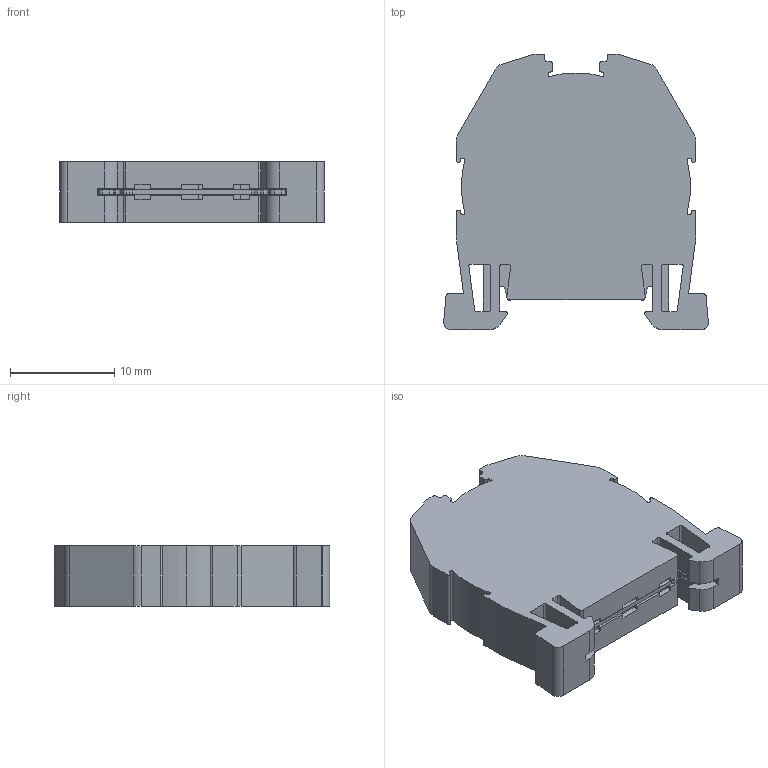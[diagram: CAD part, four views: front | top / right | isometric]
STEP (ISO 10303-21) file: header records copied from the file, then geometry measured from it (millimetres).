
FILE_DESCRIPTION (( 'STEP AP203' ), '1' );
FILE_NAME ('Yeni MP Durdurucu.STEP', '2021-05-06T13:25:16', ( '' ), ( '' ), 'SwSTEP 2.0', 'SolidWorks 2019', '' );
FILE_SCHEMA (( 'CONFIG_CONTROL_DESIGN' ));
Length unit declared in the file: millimetre
Products named in the file (1): Yeni MP Durdurucu
Bounding box: 25.42 x 26.5 x 5.8 mm (x, y, z)
Volume: 2827.5 mm3; surface area: 2018.4 mm2
Topology: 1 solids, 1 shells, 253 faces, 765 edges, 510 vertices
Faces by surface type: plane 135, cylinder 118
Entity records: 8730 total; most frequent: ORIENTED_EDGE 1530, CARTESIAN_POINT 1529, DIRECTION 1511, EDGE_CURVE 765, VECTOR 527, LINE 527, VERTEX_POINT 510, AXIS2_PLACEMENT_3D 492
